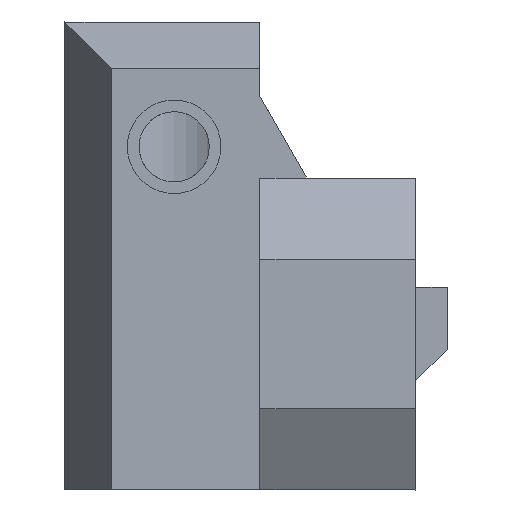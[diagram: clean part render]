
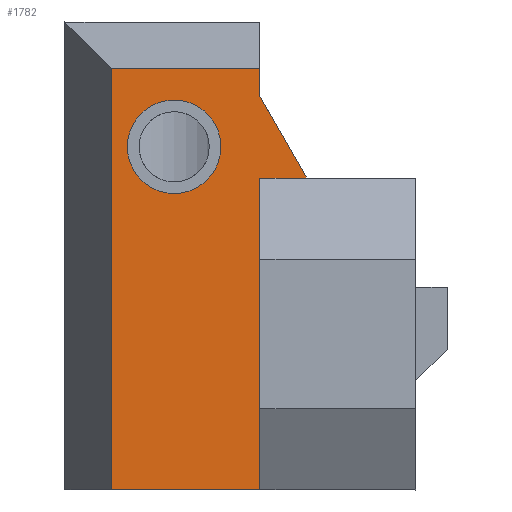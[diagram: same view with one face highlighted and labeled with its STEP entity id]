
A CAD part, left-side view. The second image highlights one B-rep face of the part: STEP entity #1782.
In plain terms, the highlighted planar face has unit normal (-1, 0, 0).
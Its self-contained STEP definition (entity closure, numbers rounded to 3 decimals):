
#119 = CARTESIAN_POINT ( 'NONE',  ( 91.5, 17.5, -55.956 ) ) ;
#125 = DIRECTION ( 'NONE',  ( 0., 1., 0. ) ) ;
#141 = PLANE ( 'NONE',  #1514 ) ;
#142 = DIRECTION ( 'NONE',  ( 1., 0., 0. ) ) ;
#265 = DIRECTION ( 'NONE',  ( 0., 0., 1. ) ) ;
#267 = CARTESIAN_POINT ( 'NONE',  ( 91.5, 14.5, -55.956 ) ) ;
#276 = CARTESIAN_POINT ( 'NONE',  ( 91.5, 17.5, 22. ) ) ;
#289 = DIRECTION ( 'NONE',  ( 0., 0., 1. ) ) ;
#291 = DIRECTION ( 'NONE',  ( 0., -1., 0. ) ) ;
#292 = CARTESIAN_POINT ( 'NONE',  ( 91.5, 5., -55.956 ) ) ;
#315 = DIRECTION ( 'NONE',  ( 1., 0., 0. ) ) ;
#318 = CARTESIAN_POINT ( 'NONE',  ( 91.5, 17.5, 15. ) ) ;
#319 = DIRECTION ( 'NONE',  ( 0., -1., 0. ) ) ;
#325 = DIRECTION ( 'NONE',  ( 0., 0., 1. ) ) ;
#339 = CARTESIAN_POINT ( 'NONE',  ( 91.5, 5., -55.956 ) ) ;
#342 = CARTESIAN_POINT ( 'NONE',  ( 91.5, 10.5, 17. ) ) ;
#344 = CARTESIAN_POINT ( 'NONE',  ( 91.5, -24.85, -31.505 ) ) ;
#345 = DIRECTION ( 'NONE',  ( 0., -1., 0. ) ) ;
#347 = DIRECTION ( 'NONE',  ( 0., -0.5, -0.866 ) ) ;
#654 = CARTESIAN_POINT ( 'NONE',  ( 91.5, 10.5, 17. ) ) ;
#683 = DIRECTION ( 'NONE',  ( 1., 0., 0. ) ) ;
#684 = DIRECTION ( 'NONE',  ( 0., -1., 0. ) ) ;
#726 = VERTEX_POINT ( 'NONE', #875 ) ;
#732 = VERTEX_POINT ( 'NONE', #891 ) ;
#815 = VERTEX_POINT ( 'NONE', #972 ) ;
#859 = VERTEX_POINT ( 'NONE', #1059 ) ;
#875 = CARTESIAN_POINT ( 'NONE',  ( 91.5, 7.5, 17. ) ) ;
#886 = VERTEX_POINT ( 'NONE', #1046 ) ;
#891 = CARTESIAN_POINT ( 'NONE',  ( 91.5, 13.5, 17. ) ) ;
#893 = VERTEX_POINT ( 'NONE', #1047 ) ;
#898 = VERTEX_POINT ( 'NONE', #1050 ) ;
#917 = VERTEX_POINT ( 'NONE', #1110 ) ;
#918 = VERTEX_POINT ( 'NONE', #1078 ) ;
#972 = CARTESIAN_POINT ( 'NONE',  ( 91.5, 14.5, -5. ) ) ;
#1046 = CARTESIAN_POINT ( 'NONE',  ( 91.5, 5., 20.196 ) ) ;
#1047 = CARTESIAN_POINT ( 'NONE',  ( 91.5, 5., 22. ) ) ;
#1050 = CARTESIAN_POINT ( 'NONE',  ( 91.5, 2., 15. ) ) ;
#1059 = CARTESIAN_POINT ( 'NONE',  ( 91.5, 5., -5. ) ) ;
#1078 = CARTESIAN_POINT ( 'NONE',  ( 91.5, 5., 15. ) ) ;
#1110 = CARTESIAN_POINT ( 'NONE',  ( 91.5, 14.5, 22. ) ) ;
#1283 = VECTOR ( 'NONE', #319, 1000. ) ;
#1291 = CIRCLE ( 'NONE', #1560, 3. ) ;
#1310 = LINE ( 'NONE', #318, #1283 ) ;
#1338 = LINE ( 'NONE', #276, #1425 ) ;
#1356 = VECTOR ( 'NONE', #265, 1000. ) ;
#1385 = LINE ( 'NONE', #292, #1356 ) ;
#1391 = LINE ( 'NONE', #267, #1399 ) ;
#1399 = VECTOR ( 'NONE', #289, 1000. ) ;
#1403 = LINE ( 'NONE', #339, #1418 ) ;
#1409 = VECTOR ( 'NONE', #347, 1000. ) ;
#1415 = LINE ( 'NONE', #344, #1409 ) ;
#1418 = VECTOR ( 'NONE', #325, 1000. ) ;
#1425 = VECTOR ( 'NONE', #291, 1000. ) ;
#1514 = AXIS2_PLACEMENT_3D ( 'NONE', #119, #142, #125 ) ;
#1560 = AXIS2_PLACEMENT_3D ( 'NONE', #342, #315, #345 ) ;
#1579 = AXIS2_PLACEMENT_3D ( 'NONE', #654, #683, #684 ) ;
#1782 = ADVANCED_FACE ( 'NONE', ( #1832, #1844 ), #141, .F. ) ;
#1832 = FACE_BOUND ( 'NONE', #2945, .T. ) ;
#1844 = FACE_OUTER_BOUND ( 'NONE', #2924, .T. ) ;
#2428 = DIRECTION ( 'NONE',  ( 0., 1., 0. ) ) ;
#2434 = CARTESIAN_POINT ( 'NONE',  ( 91.5, 17.5, -5. ) ) ;
#2605 = CIRCLE ( 'NONE', #1579, 3. ) ;
#2690 = LINE ( 'NONE', #2434, #2766 ) ;
#2766 = VECTOR ( 'NONE', #2428, 1000. ) ;
#2924 = EDGE_LOOP ( 'NONE', ( #3444, #3491, #3432, #3475, #3454, #3500, #3463 ) ) ;
#2945 = EDGE_LOOP ( 'NONE', ( #3459, #3487 ) ) ;
#3166 = EDGE_CURVE ( 'NONE', #886, #893, #1385, .T. ) ;
#3173 = EDGE_CURVE ( 'NONE', #917, #893, #1338, .T. ) ;
#3179 = EDGE_CURVE ( 'NONE', #815, #917, #1391, .T. ) ;
#3182 = EDGE_CURVE ( 'NONE', #886, #898, #1415, .T. ) ;
#3184 = EDGE_CURVE ( 'NONE', #859, #918, #1403, .T. ) ;
#3189 = EDGE_CURVE ( 'NONE', #732, #726, #1291, .T. ) ;
#3193 = EDGE_CURVE ( 'NONE', #918, #898, #1310, .T. ) ;
#3283 = EDGE_CURVE ( 'NONE', #726, #732, #2605, .T. ) ;
#3391 = EDGE_CURVE ( 'NONE', #859, #815, #2690, .T. ) ;
#3432 = ORIENTED_EDGE ( 'NONE', *, *, #3184, .T. ) ;
#3444 = ORIENTED_EDGE ( 'NONE', *, *, #3179, .F. ) ;
#3454 = ORIENTED_EDGE ( 'NONE', *, *, #3182, .F. ) ;
#3459 = ORIENTED_EDGE ( 'NONE', *, *, #3283, .T. ) ;
#3463 = ORIENTED_EDGE ( 'NONE', *, *, #3173, .F. ) ;
#3475 = ORIENTED_EDGE ( 'NONE', *, *, #3193, .T. ) ;
#3487 = ORIENTED_EDGE ( 'NONE', *, *, #3189, .T. ) ;
#3491 = ORIENTED_EDGE ( 'NONE', *, *, #3391, .F. ) ;
#3500 = ORIENTED_EDGE ( 'NONE', *, *, #3166, .T. ) ;
